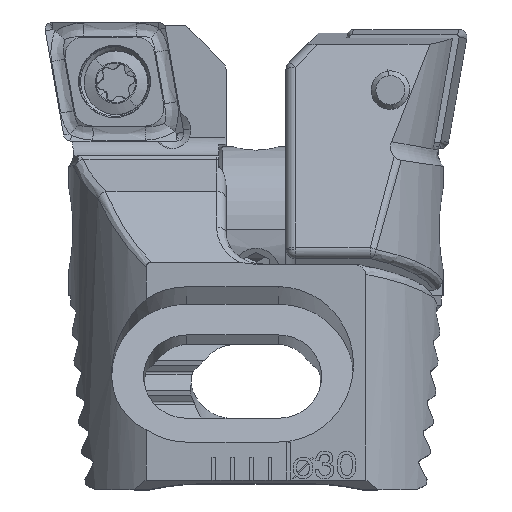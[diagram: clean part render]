
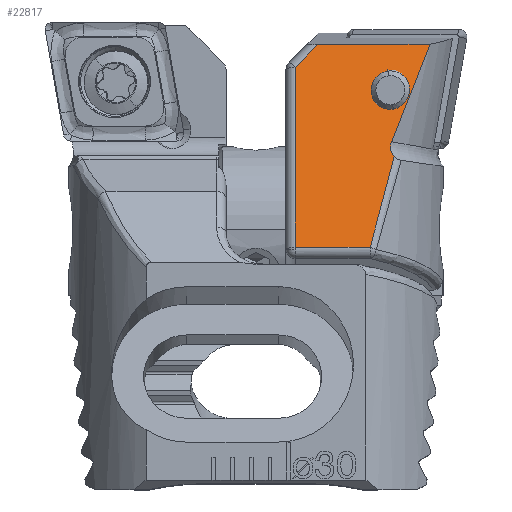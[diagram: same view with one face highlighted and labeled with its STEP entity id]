
A CAD part, top view. The second image highlights one B-rep face of the part: STEP entity #22817.
In plain terms, the highlighted face is planar.
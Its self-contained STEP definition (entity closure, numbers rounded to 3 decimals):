
#222 = EDGE_CURVE ( 'NONE', #5195, #15392, #23072, .T. ) ;
#718 = VECTOR ( 'NONE', #23044, 1000. ) ;
#1089 =( BOUNDED_CURVE ( )  B_SPLINE_CURVE ( 3, ( #11084, #3382, #15700, #3510 ),
 .UNSPECIFIED., .F., .F. ) 
 B_SPLINE_CURVE_WITH_KNOTS ( ( 4, 4 ),
 ( 3.838, 4.03 ),
 .UNSPECIFIED. ) 
 CURVE ( )  GEOMETRIC_REPRESENTATION_ITEM ( )  RATIONAL_B_SPLINE_CURVE ( ( 1., 0.997, 0.997, 1. ) ) 
 REPRESENTATION_ITEM ( '' )  );
#1219 = ORIENTED_EDGE ( 'NONE', *, *, #10155, .T. ) ;
#1610 = EDGE_CURVE ( 'NONE', #2093, #5486, #1089, .T. ) ;
#2093 = VERTEX_POINT ( 'NONE', #21679 ) ;
#2567 = ORIENTED_EDGE ( 'NONE', *, *, #10337, .T. ) ;
#3098 = CARTESIAN_POINT ( 'NONE',  ( 4.01, -6.401, -6.264 ) ) ;
#3166 = CARTESIAN_POINT ( 'NONE',  ( 3.307, -4.802, -5.836 ) ) ;
#3382 = CARTESIAN_POINT ( 'NONE',  ( 4.689, -10.565, -7.38 ) ) ;
#3510 = CARTESIAN_POINT ( 'NONE',  ( 3.878, -7.185, -6.475 ) ) ;
#3989 = CARTESIAN_POINT ( 'NONE',  ( 4.01, -6.401, -6.264 ) ) ;
#4166 = CARTESIAN_POINT ( 'NONE',  ( 3.055, -3.642, -5.525 ) ) ;
#4476 = VERTEX_POINT ( 'NONE', #3098 ) ;
#4597 = EDGE_CURVE ( 'NONE', #4476, #6969, #11743, .T. ) ;
#4743 = CARTESIAN_POINT ( 'NONE',  ( 1.965, -1.186, -4.867 ) ) ;
#4756 = CARTESIAN_POINT ( 'NONE',  ( 5.079, -1.592, -4.976 ) ) ;
#5165 = DIRECTION ( 'NONE',  ( 0., -0.966, -0.259 ) ) ;
#5195 = VERTEX_POINT ( 'NONE', #4166 ) ;
#5486 = VERTEX_POINT ( 'NONE', #9878 ) ;
#5560 = CARTESIAN_POINT ( 'NONE',  ( 4.041, -6.95, -6.412 ) ) ;
#6221 = EDGE_LOOP ( 'NONE', ( #1219, #23598, #14370, #6629, #9191, #23924, #6377 ) ) ;
#6377 = ORIENTED_EDGE ( 'NONE', *, *, #1610, .T. ) ;
#6586 = CARTESIAN_POINT ( 'NONE',  ( 1.965, -1.186, -4.867 ) ) ;
#6629 = ORIENTED_EDGE ( 'NONE', *, *, #9138, .T. ) ;
#6916 = AXIS2_PLACEMENT_3D ( 'NONE', #16697, #18654, #5165 ) ;
#6969 = VERTEX_POINT ( 'NONE', #6586 ) ;
#6992 = FACE_BOUND ( 'NONE', #11756, .T. ) ;
#7426 = LINE ( 'NONE', #19341, #19572 ) ;
#8901 = CARTESIAN_POINT ( 'NONE',  ( 2.623, -3.058, -5.369 ) ) ;
#9138 = EDGE_CURVE ( 'NONE', #14473, #17619, #7426, .T. ) ;
#9191 = ORIENTED_EDGE ( 'NONE', *, *, #24073, .T. ) ;
#9410 = CARTESIAN_POINT ( 'NONE',  ( 5.108, -3.642, -5.525 ) ) ;
#9878 = CARTESIAN_POINT ( 'NONE',  ( 3.878, -7.185, -6.475 ) ) ;
#10155 = EDGE_CURVE ( 'NONE', #5486, #4476, #20513, .T. ) ;
#10333 = EDGE_CURVE ( 'NONE', #12370, #2093, #14963, .T. ) ;
#10337 = EDGE_CURVE ( 'NONE', #15392, #5195, #25365, .T. ) ;
#10398 = DIRECTION ( 'NONE',  ( -1., 0.007, 0.002 ) ) ;
#10864 = CARTESIAN_POINT ( 'NONE',  ( 9.15, -0.004, -4.551 ) ) ;
#10867 = DIRECTION ( 'NONE',  ( -1., 0., 0. ) ) ;
#11084 = CARTESIAN_POINT ( 'NONE',  ( 5.156, -12.022, -7.771 ) ) ;
#11433 = CARTESIAN_POINT ( 'NONE',  ( 7.957, -1.226, -4.878 ) ) ;
#11743 =( BOUNDED_CURVE ( )  B_SPLINE_CURVE ( 3, ( #23034, #3166, #8901, #4743 ),
 .UNSPECIFIED., .F., .F. ) 
 B_SPLINE_CURVE_WITH_KNOTS ( ( 4, 4 ),
 ( 3.989, 4.188 ),
 .UNSPECIFIED. ) 
 CURVE ( )  GEOMETRIC_REPRESENTATION_ITEM ( )  RATIONAL_B_SPLINE_CURVE ( ( 1., 0.997, 0.997, 1. ) ) 
 REPRESENTATION_ITEM ( '' )  );
#11756 = EDGE_LOOP ( 'NONE', ( #2567, #20886 ) ) ;
#12110 = LINE ( 'NONE', #16205, #22218 ) ;
#12370 = VERTEX_POINT ( 'NONE', #24263 ) ;
#12474 = CARTESIAN_POINT ( 'NONE',  ( 23.25, -12.022, -7.771 ) ) ;
#12730 = CARTESIAN_POINT ( 'NONE',  ( 3.026, -1.592, -4.976 ) ) ;
#12872 = CARTESIAN_POINT ( 'NONE',  ( 9.15, -2.419, -5.198 ) ) ;
#13528 = CARTESIAN_POINT ( 'NONE',  ( 4.068, -6.53, -6.299 ) ) ;
#13606 = CARTESIAN_POINT ( 'NONE',  ( 5.137, -5.692, -6.075 ) ) ;
#13983 = CARTESIAN_POINT ( 'NONE',  ( 5.108, -3.642, -5.525 ) ) ;
#14370 = ORIENTED_EDGE ( 'NONE', *, *, #19436, .F. ) ;
#14473 = VERTEX_POINT ( 'NONE', #11433 ) ;
#14963 = LINE ( 'NONE', #12474, #18806 ) ;
#15392 = VERTEX_POINT ( 'NONE', #13983 ) ;
#15513 = CARTESIAN_POINT ( 'NONE',  ( 4.089, -6.674, -6.338 ) ) ;
#15594 = CARTESIAN_POINT ( 'NONE',  ( 3.084, -5.692, -6.075 ) ) ;
#15700 = CARTESIAN_POINT ( 'NONE',  ( 4.262, -8.948, -6.947 ) ) ;
#16205 = CARTESIAN_POINT ( 'NONE',  ( 23.241, -1.327, -4.905 ) ) ;
#16697 = CARTESIAN_POINT ( 'NONE',  ( 23.25, -0.004, -4.551 ) ) ;
#16961 = FACE_OUTER_BOUND ( 'NONE', #6221, .T. ) ;
#17478 = CARTESIAN_POINT ( 'NONE',  ( 3.878, -7.185, -6.475 ) ) ;
#17619 = VERTEX_POINT ( 'NONE', #12872 ) ;
#18654 = DIRECTION ( 'NONE',  ( 0., -0.259, 0.966 ) ) ;
#18806 = VECTOR ( 'NONE', #10867, 1000. ) ;
#18874 = CARTESIAN_POINT ( 'NONE',  ( 3.055, -3.642, -5.525 ) ) ;
#19341 = CARTESIAN_POINT ( 'NONE',  ( 14.706, -7.975, -6.686 ) ) ;
#19436 = EDGE_CURVE ( 'NONE', #14473, #6969, #12110, .T. ) ;
#19572 = VECTOR ( 'NONE', #25508, 1000. ) ;
#20513 = B_SPLINE_CURVE_WITH_KNOTS ( 'NONE', 3,
 ( #17478, #25465, #5560, #15513, #13528, #3989 ),
 .UNSPECIFIED., .F., .F.,
 ( 4, 2, 4 ),
 ( 0.003, 0.004, 0.004 ),
 .UNSPECIFIED. ) ;
#20886 = ORIENTED_EDGE ( 'NONE', *, *, #222, .T. ) ;
#21108 = LINE ( 'NONE', #10864, #718 ) ;
#21346 = CARTESIAN_POINT ( 'NONE',  ( 3.055, -3.642, -5.525 ) ) ;
#21679 = CARTESIAN_POINT ( 'NONE',  ( 5.156, -12.022, -7.771 ) ) ;
#22218 = VECTOR ( 'NONE', #10398, 1000. ) ;
#22797 = CARTESIAN_POINT ( 'NONE',  ( 5.108, -3.642, -5.525 ) ) ;
#22817 = ADVANCED_FACE ( 'NONE', ( #6992, #16961 ), #24796, .F. ) ;
#23034 = CARTESIAN_POINT ( 'NONE',  ( 4.01, -6.401, -6.264 ) ) ;
#23044 = DIRECTION ( 'NONE',  ( 0., -0.966, -0.259 ) ) ;
#23072 =( BOUNDED_CURVE ( )  B_SPLINE_CURVE ( 3, ( #21346, #15594, #13606, #9410 ),
 .UNSPECIFIED., .F., .F. ) 
 B_SPLINE_CURVE_WITH_KNOTS ( ( 4, 4 ),
 ( 1.378, 4.519 ),
 .UNSPECIFIED. ) 
 CURVE ( )  GEOMETRIC_REPRESENTATION_ITEM ( )  RATIONAL_B_SPLINE_CURVE ( ( 1., 0.333, 0.333, 1. ) ) 
 REPRESENTATION_ITEM ( '' )  );
#23598 = ORIENTED_EDGE ( 'NONE', *, *, #4597, .T. ) ;
#23924 = ORIENTED_EDGE ( 'NONE', *, *, #10333, .T. ) ;
#24073 = EDGE_CURVE ( 'NONE', #17619, #12370, #21108, .T. ) ;
#24263 = CARTESIAN_POINT ( 'NONE',  ( 9.15, -12.022, -7.771 ) ) ;
#24796 = PLANE ( 'NONE',  #6916 ) ;
#25365 =( BOUNDED_CURVE ( )  B_SPLINE_CURVE ( 3, ( #22797, #4756, #12730, #18874 ),
 .UNSPECIFIED., .F., .T. ) 
 B_SPLINE_CURVE_WITH_KNOTS ( ( 4, 4 ),
 ( 4.519, 7.661 ),
 .UNSPECIFIED. ) 
 CURVE ( )  GEOMETRIC_REPRESENTATION_ITEM ( )  RATIONAL_B_SPLINE_CURVE ( ( 1., 0.333, 0.333, 1. ) ) 
 REPRESENTATION_ITEM ( '' )  );
#25465 = CARTESIAN_POINT ( 'NONE',  ( 3.972, -7.08, -6.446 ) ) ;
#25508 = DIRECTION ( 'NONE',  ( 0.695, -0.695, -0.186 ) ) ;
